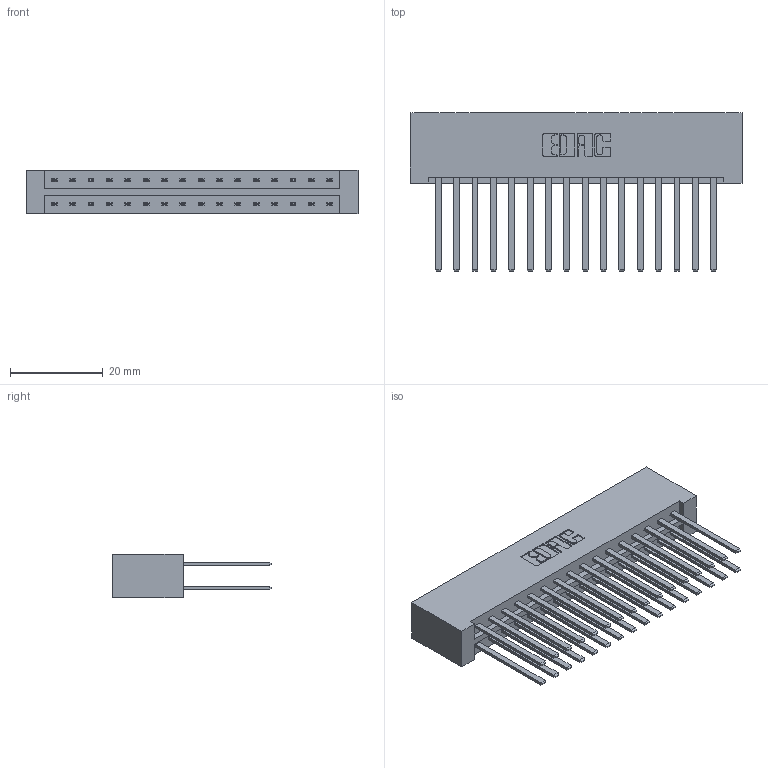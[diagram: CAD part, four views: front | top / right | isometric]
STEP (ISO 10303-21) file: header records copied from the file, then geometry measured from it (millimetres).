
FILE_DESCRIPTION (( 'STEP AP203' ), '1' );
FILE_NAME ('833-032-544-201.STEP', '2020-06-02T18:36:48', ( '' ), ( '' ), 'SwSTEP 2.0', 'SolidWorks 2020', '' );
FILE_SCHEMA (( 'CONFIG_CONTROL_DESIGN' ));
Length unit declared in the file: inch
Products named in the file (3): 833-032-544-201; 833 Part_Lugless; 345-292-001_345-293-144
Assembly tree (33 placements, depth 2):
  833-032-544-201
    833 Part_Lugless
    345-292-001_345-293-144  x32
Bounding box: 71.65 x 34.3 x 9.4 mm (x, y, z)
Volume: 8153.1 mm3; surface area: 10828.2 mm2
Topology: 33 solids, 33 shells, 1578 faces, 4671 edges, 3070 vertices
Faces by surface type: plane 1090, cylinder 488
Entity records: 13195 total; most frequent: CARTESIAN_POINT 2214, ORIENTED_EDGE 2150, DIRECTION 1927, EDGE_CURVE 1075, VECTOR 959, LINE 959, VERTEX_POINT 714, AXIS2_PLACEMENT_3D 484
